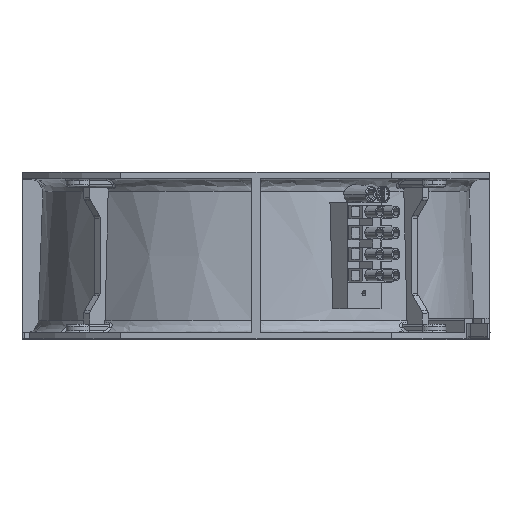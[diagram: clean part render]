
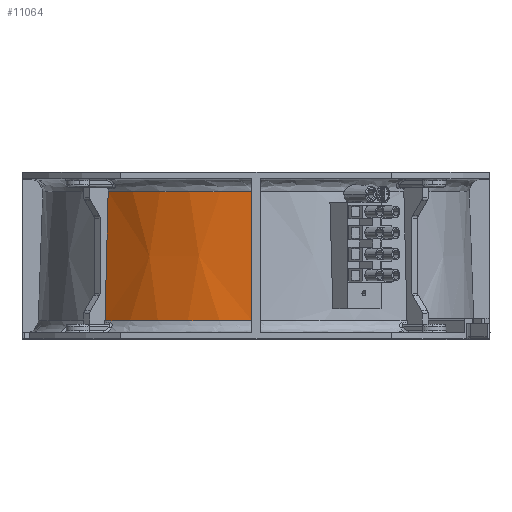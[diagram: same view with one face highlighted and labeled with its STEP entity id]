
A CAD part, top view. The second image highlights one B-rep face of the part: STEP entity #11064.
In plain terms, the highlighted conical face has half-angle 2 degrees and reference radius 102.528 mm.
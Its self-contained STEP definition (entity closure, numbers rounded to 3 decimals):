
#80 = EDGE_CURVE ( 'NONE', #6797, #4706, #30748, .T. ) ;
#106 = EDGE_CURVE ( 'NONE', #35790, #6797, #18927, .T. ) ;
#240 = CARTESIAN_POINT ( 'NONE',  ( -72.601, -31.209, 75.43 ) ) ;
#391 = ORIENTED_EDGE ( 'NONE', *, *, #80, .T. ) ;
#4039 = ORIENTED_EDGE ( 'NONE', *, *, #35946, .T. ) ;
#4121 = DIRECTION ( 'NONE',  ( 0., 0., -1. ) ) ;
#4258 = CARTESIAN_POINT ( 'NONE',  ( -72.601, -31.209, 75.43 ) ) ;
#4706 = VERTEX_POINT ( 'NONE', #18994 ) ;
#6797 = VERTEX_POINT ( 'NONE', #37080 ) ;
#7210 = DIRECTION ( 'NONE',  ( 1., 0., 0. ) ) ;
#8799 = DIRECTION ( 'NONE',  ( 0., 0., -1. ) ) ;
#9590 = CARTESIAN_POINT ( 'NONE',  ( 0., 30.791, 0. ) ) ;
#10438 = CARTESIAN_POINT ( 'NONE',  ( -71.07, 30.791, 73.899 ) ) ;
#10823 = EDGE_LOOP ( 'NONE', ( #391, #4039, #35754, #20339 ) ) ;
#11064 = ADVANCED_FACE ( 'NONE', ( #20014 ), #35337, .T. ) ;
#12311 = CARTESIAN_POINT ( 'NONE',  ( -71.581, 10.124, 74.409 ) ) ;
#13854 = CARTESIAN_POINT ( 'NONE',  ( -2., -31.209, 104.674 ) ) ;
#13979 = CARTESIAN_POINT ( 'NONE',  ( -2., 10.124, 103.23 ) ) ;
#14461 = CARTESIAN_POINT ( 'NONE',  ( 0., -31.209, 0. ) ) ;
#14954 = CARTESIAN_POINT ( 'NONE',  ( -71.07, 30.791, 73.899 ) ) ;
#16079 = CARTESIAN_POINT ( 'NONE',  ( 0., 30.791, 0. ) ) ;
#16132 = B_SPLINE_CURVE_WITH_KNOTS ( 'NONE', 3,
 ( #14954, #12311, #23965, #4258 ),
 .UNSPECIFIED., .F., .F.,
 ( 4, 4 ),
 ( 0., 0.062 ),
 .UNSPECIFIED. ) ;
#17084 = EDGE_CURVE ( 'NONE', #17542, #35790, #16132, .T. ) ;
#17542 = VERTEX_POINT ( 'NONE', #10438 ) ;
#18927 = CIRCLE ( 'NONE', #19904, 104.693 ) ;
#18994 = CARTESIAN_POINT ( 'NONE',  ( -2., 30.791, 102.508 ) ) ;
#19904 = AXIS2_PLACEMENT_3D ( 'NONE', #14461, #32018, #8799 ) ;
#20014 = FACE_OUTER_BOUND ( 'NONE', #10823, .T. ) ;
#20339 = ORIENTED_EDGE ( 'NONE', *, *, #106, .T. ) ;
#22350 = AXIS2_PLACEMENT_3D ( 'NONE', #16079, #24590, #4121 ) ;
#23965 = CARTESIAN_POINT ( 'NONE',  ( -72.091, -10.543, 74.919 ) ) ;
#24590 = DIRECTION ( 'NONE',  ( 0., -1., 0. ) ) ;
#25372 = AXIS2_PLACEMENT_3D ( 'NONE', #9590, #27021, #7210 ) ;
#27021 = DIRECTION ( 'NONE',  ( 0., -1., 0. ) ) ;
#28259 = CARTESIAN_POINT ( 'NONE',  ( -2., -10.543, 103.952 ) ) ;
#30748 = B_SPLINE_CURVE_WITH_KNOTS ( 'NONE', 3,
 ( #13854, #28259, #13979, #34833 ),
 .UNSPECIFIED., .F., .F.,
 ( 4, 4 ),
 ( 0., 0.062 ),
 .UNSPECIFIED. ) ;
#32018 = DIRECTION ( 'NONE',  ( 0., 1., 0. ) ) ;
#34833 = CARTESIAN_POINT ( 'NONE',  ( -2., 30.791, 102.508 ) ) ;
#35337 = CONICAL_SURFACE ( 'NONE', #25372, 102.528, 0.035 ) ;
#35403 = CIRCLE ( 'NONE', #22350, 102.528 ) ;
#35754 = ORIENTED_EDGE ( 'NONE', *, *, #17084, .T. ) ;
#35790 = VERTEX_POINT ( 'NONE', #240 ) ;
#35946 = EDGE_CURVE ( 'NONE', #4706, #17542, #35403, .T. ) ;
#37080 = CARTESIAN_POINT ( 'NONE',  ( -2., -31.209, 104.674 ) ) ;
